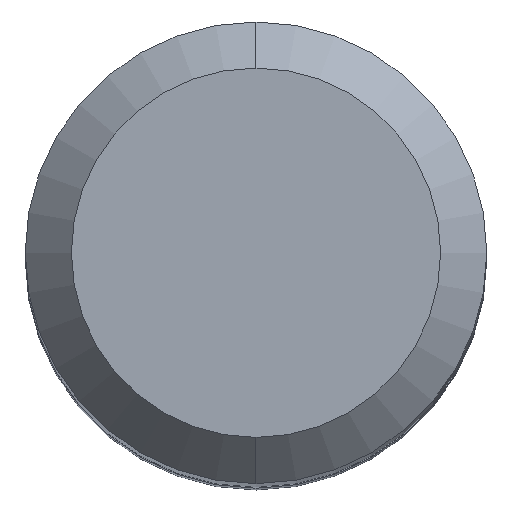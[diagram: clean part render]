
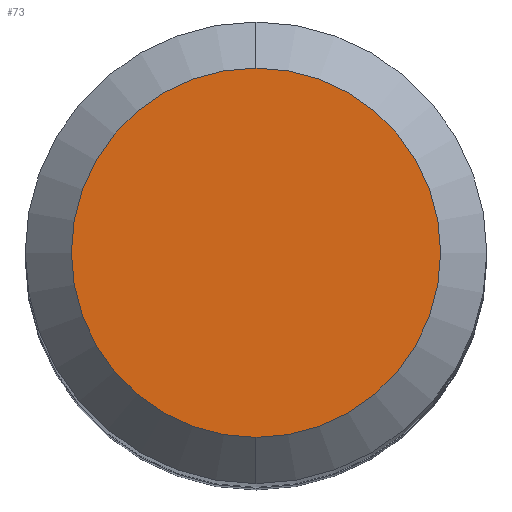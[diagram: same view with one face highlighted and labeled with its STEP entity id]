
A CAD part, top view. The second image highlights one B-rep face of the part: STEP entity #73.
In plain terms, the highlighted planar face has unit normal (0, 0, 1).
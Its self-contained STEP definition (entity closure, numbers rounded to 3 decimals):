
#73=ADVANCED_FACE('',(#153),#154,.T.);
#153=FACE_OUTER_BOUND('',#240,.T.);
#154=PLANE('',#241);
#240=EDGE_LOOP('',(#373,#374));
#241=AXIS2_PLACEMENT_3D('',#375,#376,#377);
#373=ORIENTED_EDGE('',*,*,#453,.F.);
#374=ORIENTED_EDGE('',*,*,#490,.F.);
#375=CARTESIAN_POINT('',(0.,2.,40.));
#376=DIRECTION('',(0.,0.,1.0));
#377=DIRECTION('',(0.,-1.0,0.));
#453=EDGE_CURVE('',#532,#535,#536,.T.);
#490=EDGE_CURVE('',#535,#532,#589,.T.);
#532=VERTEX_POINT('',#619);
#535=VERTEX_POINT('',#623);
#536=CIRCLE('',#624,4.);
#589=CIRCLE('',#682,4.);
#619=CARTESIAN_POINT('',(0.,4.,40.0));
#623=CARTESIAN_POINT('',(0.,-4.,40.0));
#624=AXIS2_PLACEMENT_3D('',#711,#712,#713);
#682=AXIS2_PLACEMENT_3D('',#782,#783,#784);
#711=CARTESIAN_POINT('',(0.,0.0,40.0));
#712=DIRECTION('',(0.,0.,-1.0));
#713=DIRECTION('',(0.,1.0,0.));
#782=CARTESIAN_POINT('',(0.,0.0,40.0));
#783=DIRECTION('',(0.,0.,-1.0));
#784=DIRECTION('',(0.,1.0,0.));
